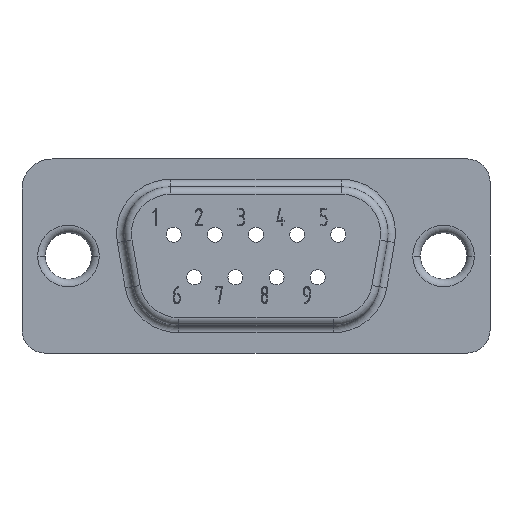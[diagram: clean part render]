
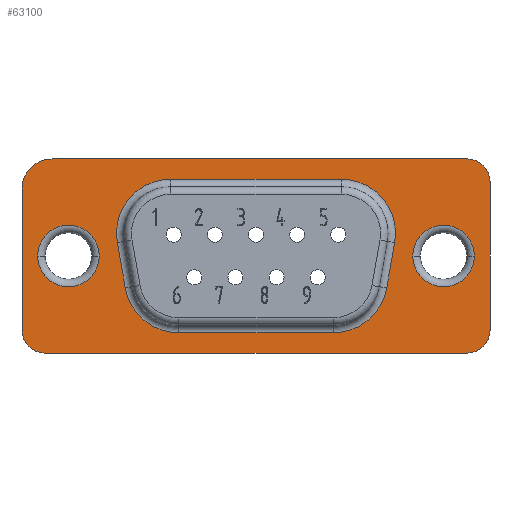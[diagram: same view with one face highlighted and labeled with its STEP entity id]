
A CAD part, front view. The second image highlights one B-rep face of the part: STEP entity #63100.
In plain terms, the highlighted face is planar.
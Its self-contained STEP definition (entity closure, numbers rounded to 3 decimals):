
#130=CARTESIAN_POINT('',(-215.936,206.787,0.66));
#140=VERTEX_POINT('',#130);
#350=CARTESIAN_POINT('',(-215.936,202.687,0.66));
#360=VERTEX_POINT('',#350);
#390=CARTESIAN_POINT('',(-215.936,204.737,0.66));
#400=DIRECTION('',(0.,0.,1.));
#410=DIRECTION('',(0.,1.,0.));
#420=AXIS2_PLACEMENT_3D('',#390,#400,#410);
#430=CIRCLE('',#420,2.05);
#440=CARTESIAN_POINT('',(-217.986,204.737,0.66));
#450=VERTEX_POINT('',#440);
#460=EDGE_CURVE('',#450,#360,#430,.T.);
#480=EDGE_CURVE('',#140,#450,#430,.T.);
#1120=CARTESIAN_POINT('',(-220.901,206.332,0.66));
#1130=DIRECTION('',(0.,0.,1.));
#1140=DIRECTION('',(1.,0.,0.));
#1150=AXIS2_PLACEMENT_3D('',#1120,#1130,#1140);
#1160=CIRCLE('',#1150,1.5);
#1170=CARTESIAN_POINT('',(-220.901,207.832,0.66));
#1180=VERTEX_POINT('',#1170);
#1190=CARTESIAN_POINT('',(-222.401,206.332,0.66));
#1200=VERTEX_POINT('',#1190);
#1210=EDGE_CURVE('',#1180,#1200,#1160,.T.);
#34270=CARTESIAN_POINT('',(-211.471,207.832,0.66));
#34280=VERTEX_POINT('',#34270);
#34310=CARTESIAN_POINT('',(-194.125,207.832,
0.66));
#34320=DIRECTION('',(1.,0.,0.));
#34330=VECTOR('',#34320,1.);
#34340=LINE('',#34310,#34330);
#34350=EDGE_CURVE('',#1180,#34280,#34340,.T.);
#58560=CARTESIAN_POINT('',(-215.936,181.787,0.66));
#58570=VERTEX_POINT('',#58560);
#58700=CARTESIAN_POINT('',(-215.936,177.687,0.66));
#58710=VERTEX_POINT('',#58700);
#58740=CARTESIAN_POINT('',(-215.936,179.737,0.66));
#58750=DIRECTION('',(0.,0.,1.));
#58760=DIRECTION('',(0.,1.,0.));
#58770=AXIS2_PLACEMENT_3D('',#58740,#58750,#58760);
#58780=CIRCLE('',#58770,2.05);
#58790=CARTESIAN_POINT('',(-217.986,179.737,0.66));
#58800=VERTEX_POINT('',#58790);
#58810=EDGE_CURVE('',#58800,#58710,#58780,.T.);
#58830=EDGE_CURVE('',#58570,#58800,#58780,.T.);
#60130=CARTESIAN_POINT('',(-210.971,178.142,0.66));
#60140=DIRECTION('',(0.,0.,1.));
#60150=DIRECTION('',(1.,0.,0.));
#60160=AXIS2_PLACEMENT_3D('',#60130,#60140,#60150);
#60170=CIRCLE('',#60160,1.5);
#60180=CARTESIAN_POINT('',(-210.971,176.642,0.66));
#60190=VERTEX_POINT('',#60180);
#60200=CARTESIAN_POINT('',(-209.471,178.142,0.66));
#60210=VERTEX_POINT('',#60200);
#60220=EDGE_CURVE('',#60190,#60210,#60170,.T.);
#61130=CARTESIAN_POINT('',(-222.401,178.142,0.66));
#61140=VERTEX_POINT('',#61130);
#61170=CARTESIAN_POINT('',(-220.901,178.142,0.66));
#61180=DIRECTION('',(0.,0.,-1.));
#61190=DIRECTION('',(-1.,0.,0.));
#61200=AXIS2_PLACEMENT_3D('',#61170,#61180,#61190);
#61210=CIRCLE('',#61200,1.5);
#61220=CARTESIAN_POINT('',(-220.901,176.642,0.66));
#61230=VERTEX_POINT('',#61220);
#61240=EDGE_CURVE('',#61230,#61140,#61210,.T.);
#61900=CARTESIAN_POINT('',(-216.595,199.822,
0.66));
#61910=DIRECTION('',(0.,0.,1.));
#61920=DIRECTION('',(-1.,0.,0.));
#61930=AXIS2_PLACEMENT_3D('',#61900,#61910,#61920);
#61940=PLANE('',#61930);
#61950=ORIENTED_EDGE('',*,*,#58810,.F.);
#61960=EDGE_CURVE('',#58710,#58570,#58780,.T.);
#61970=ORIENTED_EDGE('',*,*,#61960,.F.);
#61980=ORIENTED_EDGE('',*,*,#58830,.F.);
#61990=EDGE_LOOP('',(#61980,#61970,#61950));
#62000=FACE_BOUND('',#61990,.T.);
#62010=ORIENTED_EDGE('',*,*,#460,.F.);
#62020=EDGE_CURVE('',#360,#140,#430,.T.);
#62030=ORIENTED_EDGE('',*,*,#62020,.F.);
#62040=ORIENTED_EDGE('',*,*,#480,.F.);
#62050=EDGE_LOOP('',(#62040,#62030,#62010));
#62060=FACE_BOUND('',#62050,.T.);
#62070=CARTESIAN_POINT('',(-217.451,197.401,
0.66));
#62080=DIRECTION('',(0.,0.,-1.));
#62090=DIRECTION('',(-1.,0.,0.));
#62100=AXIS2_PLACEMENT_3D('',#62070,#62080,#62090);
#62110=CIRCLE('',#62100,3.6);
#62120=CARTESIAN_POINT('',(-221.051,197.401,
0.66));
#62130=VERTEX_POINT('',#62120);
#62140=CARTESIAN_POINT('',(-218.076,200.946,
0.66));
#62150=VERTEX_POINT('',#62140);
#62160=EDGE_CURVE('',#62130,#62150,#62110,.T.);
#62170=ORIENTED_EDGE('',*,*,#62160,.T.);
#62180=CARTESIAN_POINT('',(-221.051,175.246,
0.66));
#62190=DIRECTION('',(0.,-1.,0.));
#62200=VECTOR('',#62190,1.);
#62210=LINE('',#62180,#62200);
#62220=CARTESIAN_POINT('',(-221.051,187.074,
0.66));
#62230=VERTEX_POINT('',#62220);
#62240=EDGE_CURVE('',#62130,#62230,#62210,.T.);
#62250=ORIENTED_EDGE('',*,*,#62240,.F.);
#62260=CARTESIAN_POINT('',(-217.451,187.074,
0.66));
#62270=DIRECTION('',(0.,0.,-1.));
#62280=DIRECTION('',(-1.,0.,0.));
#62290=AXIS2_PLACEMENT_3D('',#62260,#62270,#62280);
#62300=CIRCLE('',#62290,3.6);
#62310=CARTESIAN_POINT('',(-218.076,183.528,
0.66));
#62320=VERTEX_POINT('',#62310);
#62330=EDGE_CURVE('',#62320,#62230,#62300,.T.);
#62340=ORIENTED_EDGE('',*,*,#62330,.T.);
#62350=CARTESIAN_POINT('',(-194.125,179.305,
0.66));
#62360=DIRECTION('',(0.985,-0.174,0.));
#62370=VECTOR('',#62360,1.);
#62380=LINE('',#62350,#62370);
#62390=CARTESIAN_POINT('',(-215.046,182.994,
0.66));
#62400=VERTEX_POINT('',#62390);
#62410=EDGE_CURVE('',#62320,#62400,#62380,.T.);
#62420=ORIENTED_EDGE('',*,*,#62410,.F.);
#62430=CARTESIAN_POINT('',(-214.421,186.539,
0.66));
#62440=DIRECTION('',(0.,0.,-1.));
#62450=DIRECTION('',(-1.,0.,0.));
#62460=AXIS2_PLACEMENT_3D('',#62430,#62440,#62450);
#62470=CIRCLE('',#62460,3.6);
#62480=CARTESIAN_POINT('',(-210.821,186.539,
0.66));
#62490=VERTEX_POINT('',#62480);
#62500=EDGE_CURVE('',#62490,#62400,#62470,.T.);
#62510=ORIENTED_EDGE('',*,*,#62500,.T.);
#62520=CARTESIAN_POINT('',(-210.821,175.246,
0.66));
#62530=DIRECTION('',(0.,1.,0.));
#62540=VECTOR('',#62530,1.);
#62550=LINE('',#62520,#62540);
#62560=CARTESIAN_POINT('',(-210.821,197.935,
0.66));
#62570=VERTEX_POINT('',#62560);
#62580=EDGE_CURVE('',#62490,#62570,#62550,.T.);
#62590=ORIENTED_EDGE('',*,*,#62580,.F.);
#62600=CARTESIAN_POINT('',(-214.421,197.935,
0.66));
#62610=DIRECTION('',(0.,0.,-1.));
#62620=DIRECTION('',(-1.,0.,0.));
#62630=AXIS2_PLACEMENT_3D('',#62600,#62610,#62620);
#62640=CIRCLE('',#62630,3.6);
#62650=CARTESIAN_POINT('',(-215.046,201.48,
0.66));
#62660=VERTEX_POINT('',#62650);
#62670=EDGE_CURVE('',#62660,#62570,#62640,.T.);
#62680=ORIENTED_EDGE('',*,*,#62670,.T.);
#62690=CARTESIAN_POINT('',(-194.125,205.169,
0.66));
#62700=DIRECTION('',(-0.985,-0.174,0.));
#62710=VECTOR('',#62700,1.);
#62720=LINE('',#62690,#62710);
#62730=EDGE_CURVE('',#62660,#62150,#62720,.T.);
#62740=ORIENTED_EDGE('',*,*,#62730,.F.);
#62750=EDGE_LOOP('',(#62740,#62680,#62590,#62510,#62420,#62340,#62250,
#62170));
#62760=FACE_BOUND('',#62750,.T.);
#62770=ORIENTED_EDGE('',*,*,#1210,.T.);
#62780=ORIENTED_EDGE('',*,*,#34350,.F.);
#62790=CARTESIAN_POINT('',(-211.471,205.832,0.66));
#62800=DIRECTION('',(0.,0.,-1.));
#62810=DIRECTION('',(-1.,0.,0.));
#62820=AXIS2_PLACEMENT_3D('',#62790,#62800,#62810);
#62830=CIRCLE('',#62820,2.);
#62840=CARTESIAN_POINT('',(-209.471,205.832,0.66));
#62850=VERTEX_POINT('',#62840);
#62860=EDGE_CURVE('',#34280,#62850,#62830,.T.);
#62870=ORIENTED_EDGE('',*,*,#62860,.F.);
#62880=CARTESIAN_POINT('',(-209.471,175.246,
0.66));
#62890=DIRECTION('',(0.,-1.,0.));
#62900=VECTOR('',#62890,1.);
#62910=LINE('',#62880,#62900);
#62920=EDGE_CURVE('',#62850,#60210,#62910,.T.);
#62930=ORIENTED_EDGE('',*,*,#62920,.F.);
#62940=ORIENTED_EDGE('',*,*,#60220,.T.);
#62950=CARTESIAN_POINT('',(-194.125,176.642,
0.66));
#62960=DIRECTION('',(-1.,0.,0.));
#62970=VECTOR('',#62960,1.);
#62980=LINE('',#62950,#62970);
#62990=EDGE_CURVE('',#60190,#61230,#62980,.T.);
#63000=ORIENTED_EDGE('',*,*,#62990,.F.);
#63010=ORIENTED_EDGE('',*,*,#61240,.F.);
#63020=CARTESIAN_POINT('',(-222.401,175.246,
0.66));
#63030=DIRECTION('',(0.,1.,0.));
#63040=VECTOR('',#63030,1.);
#63050=LINE('',#63020,#63040);
#63060=EDGE_CURVE('',#61140,#1200,#63050,.T.);
#63070=ORIENTED_EDGE('',*,*,#63060,.F.);
#63080=EDGE_LOOP('',(#63070,#63010,#63000,#62940,#62930,#62870,#62780,
#62770));
#63090=FACE_OUTER_BOUND('',#63080,.T.);
#63100=ADVANCED_FACE('',(#62000,#62060,#62760,#63090),#61940,.T.);
